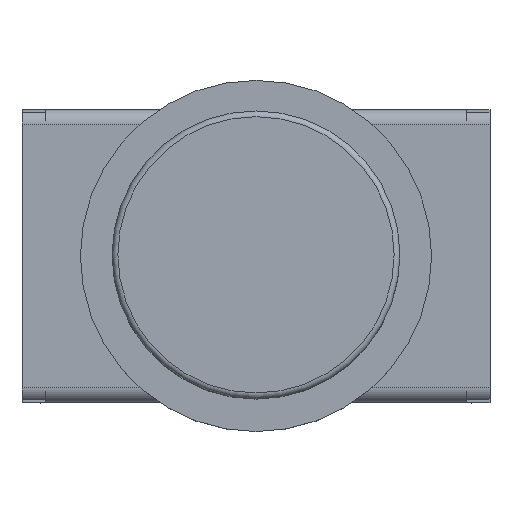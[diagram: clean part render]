
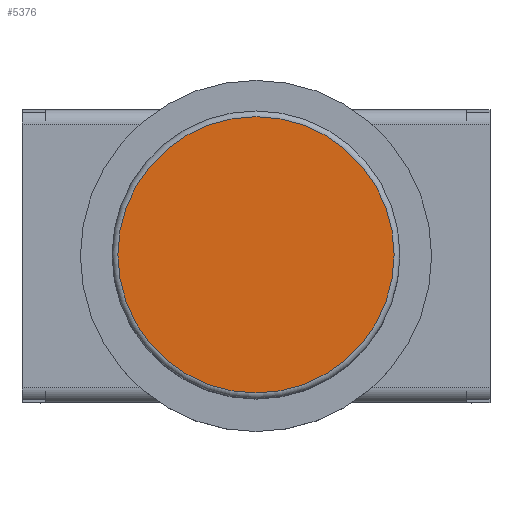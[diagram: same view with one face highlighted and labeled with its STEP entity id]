
A CAD part, top view. The second image highlights one B-rep face of the part: STEP entity #5376.
In plain terms, the highlighted planar face has unit normal (0, 0, 1).
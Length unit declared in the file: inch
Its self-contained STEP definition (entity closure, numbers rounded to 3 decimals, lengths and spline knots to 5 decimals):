
#5325=CARTESIAN_POINT('',(-0.09449,0.,0.75591));
#5326=VERTEX_POINT('',#5325);
#5327=CARTESIAN_POINT('',(0.0,0.0,0.75591));
#5328=DIRECTION('',(0.0,0.0,-1.0));
#5329=DIRECTION('',(1.0,0.0,0.0));
#5330=AXIS2_PLACEMENT_3D('',#5327,#5328,#5329);
#5331=CIRCLE('',#5330,0.09449);
#5332=EDGE_CURVE('',#5326,#5326,#5331,.T.);
#5368=CARTESIAN_POINT('',(0.0,0.0,0.75591));
#5369=DIRECTION('',(0.0,0.0,-1.0));
#5370=DIRECTION('',(1.0,0.0,0.0));
#5371=AXIS2_PLACEMENT_3D('',#5368,#5369,#5370);
#5372=PLANE('',#5371);
#5373=ORIENTED_EDGE('',*,*,#5332,.F.);
#5374=EDGE_LOOP('',(#5373));
#5375=FACE_OUTER_BOUND('',#5374,.T.);
#5376=ADVANCED_FACE('',(#5375),#5372,.F.);
